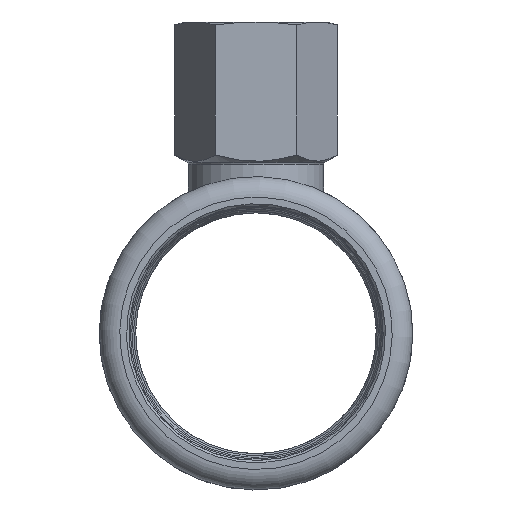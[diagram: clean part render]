
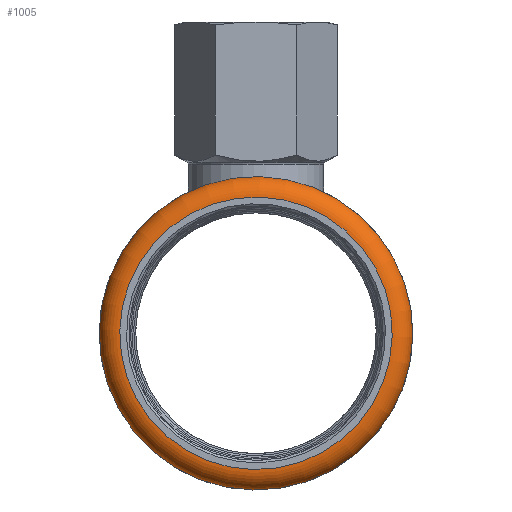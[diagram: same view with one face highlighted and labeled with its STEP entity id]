
A CAD part, left-side view. The second image highlights one B-rep face of the part: STEP entity #1005.
In plain terms, the highlighted toroidal (fillet/blend) face has major radius 23.2 mm and minor radius 3.5 mm.
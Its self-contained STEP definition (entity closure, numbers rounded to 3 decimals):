
#70=TOROIDAL_SURFACE('',#1130,23.2,3.5);
#196=FACE_OUTER_BOUND('',#263,.T.);
#263=EDGE_LOOP('',(#696,#697,#698,#699));
#342=CIRCLE('',#1123,26.102);
#348=CIRCLE('',#1131,23.2);
#349=CIRCLE('',#1132,3.5);
#409=VERTEX_POINT('',#1580);
#414=VERTEX_POINT('',#1594);
#510=EDGE_CURVE('',#409,#409,#342,.T.);
#517=EDGE_CURVE('',#414,#414,#348,.T.);
#518=EDGE_CURVE('',#414,#409,#349,.T.);
#696=ORIENTED_EDGE('',*,*,#517,.F.);
#697=ORIENTED_EDGE('',*,*,#518,.T.);
#698=ORIENTED_EDGE('',*,*,#510,.T.);
#699=ORIENTED_EDGE('',*,*,#518,.F.);
#1005=ADVANCED_FACE('',(#196),#70,.T.);
#1123=AXIS2_PLACEMENT_3D('',#1581,#1313,#1314);
#1130=AXIS2_PLACEMENT_3D('',#1593,#1328,#1329);
#1131=AXIS2_PLACEMENT_3D('',#1595,#1330,#1331);
#1132=AXIS2_PLACEMENT_3D('',#1596,#1332,#1333);
#1313=DIRECTION('center_axis',(-1.,0.,0.));
#1314=DIRECTION('ref_axis',(0.,-1.,0.));
#1328=DIRECTION('center_axis',(-1.,0.,0.));
#1329=DIRECTION('ref_axis',(0.,0.878,-0.479));
#1330=DIRECTION('center_axis',(-1.,0.,0.));
#1331=DIRECTION('ref_axis',(0.,-1.,0.));
#1332=DIRECTION('center_axis',(0.,0.479,0.878));
#1333=DIRECTION('ref_axis',(0.,-0.878,0.479));
#1580=CARTESIAN_POINT('',(-51.543,-22.958,12.514));
#1581=CARTESIAN_POINT('Origin',(-51.543,-0.052,0.));
#1593=CARTESIAN_POINT('Origin',(-53.5,-0.052,0.));
#1594=CARTESIAN_POINT('',(-57.,-20.412,11.123));
#1595=CARTESIAN_POINT('Origin',(-57.,-0.052,0.));
#1596=CARTESIAN_POINT('Origin',(-53.5,-20.412,11.123));
